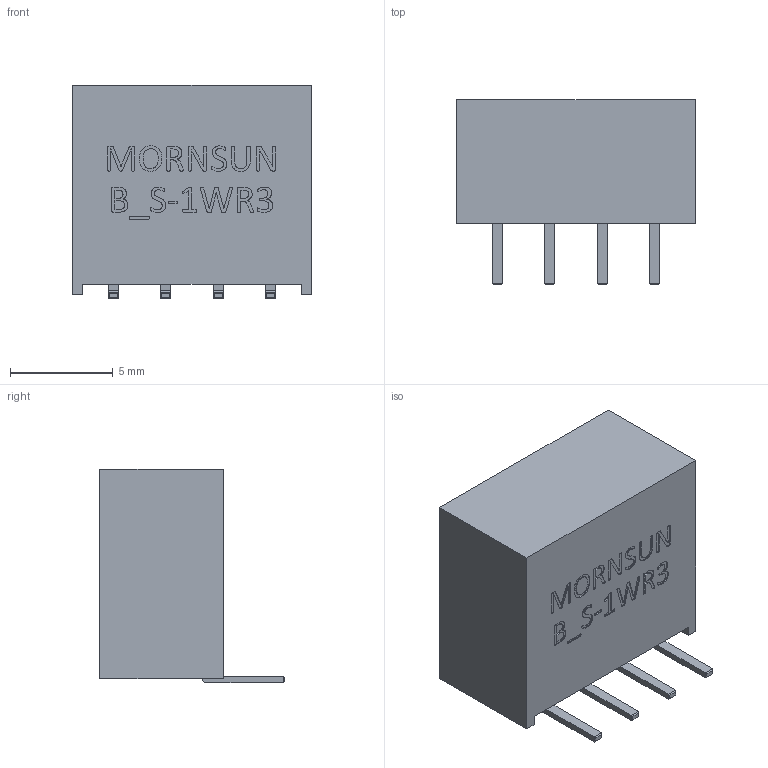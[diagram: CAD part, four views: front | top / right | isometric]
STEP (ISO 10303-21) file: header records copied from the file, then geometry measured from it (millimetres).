
FILE_DESCRIPTION(('FreeCAD Model'),'2;1');
FILE_NAME('Open CASCADE Shape Model','2025-12-22T09:14:06',('FreeCAD'),( 'FreeCAD'),'Open CASCADE STEP processor 7.8','FreeCAD','Unknown');
FILE_SCHEMA(('AUTOMOTIVE_DESIGN { 1 0 10303 214 1 1 1 1 }'));
Length unit declared in the file: millimetre
Products named in the file (1): Open CASCADE STEP translator 7.8 7
Bounding box: 11.6 x 8.95 x 10.36 mm (x, y, z)
Volume: 677.6 mm3; surface area: 524.2 mm2
Topology: 1 solids, 1 shells, 767 faces, 2207 edges, 1466 vertices
Faces by surface type: extrusion 596, plane 163, cylinder 8
Entity records: 25791 total; most frequent: CARTESIAN_POINT 8017, ORIENTED_EDGE 4414, EDGE_CURVE 2207, DIRECTION 1971, B_SPLINE_CURVE_WITH_KNOTS 1788, VECTOR 1595, VERTEX_POINT 1466, LINE 999
